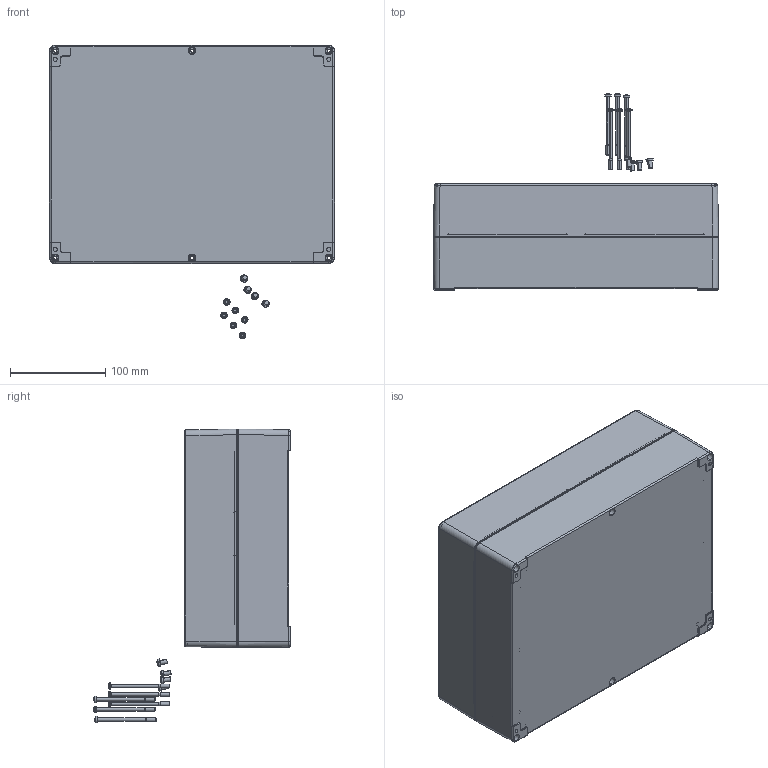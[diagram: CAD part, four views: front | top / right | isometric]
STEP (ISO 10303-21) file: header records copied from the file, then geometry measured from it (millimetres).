
FILE_DESCRIPTION (( 'STEP AP214' ), '1' );
FILE_NAME ('09233011.STEP', '2008-10-02T12:46:25', ( ' ' ), ( '' ), 'SwSTEP 2.0', 'SolidWorks 2008', '' );
FILE_SCHEMA (( 'AUTOMOTIVE_DESIGN' ));
Length unit declared in the file: millimetre
Products named in the file (9): 5200.015.0_Standard; 51015_Standard; 37891_Standard; 93214_WN1442 D4,5x7,8; 09233011; 82002_im Deckel eingebaut; 38892_Standard; 31090-Einpressbuchse_Standard
Assembly tree (21 placements, depth 3):
  09233011
    82002_im Deckel eingebaut
    38892_Standard
    37891_Standard
      31090-Einpressbuchse_Standard  x6
      37891_Standard
    51015_Standard
      5200.015.0_Standard  x6
      93214_WN1442 D4,5x7,8  x4
Bounding box: 300 x 206.93 x 309.25 mm (x, y, z)
Volume: 920344.2 mm3; surface area: 539330 mm2
Topology: 19 solids, 19 shells, 2203 faces, 5391 edges, 3262 vertices
Faces by surface type: plane 827, bspline 426, cylinder 375, cone 318, torus 241, sphere 16
Entity records: 62724 total; most frequent: CARTESIAN_POINT 29300, ORIENTED_EDGE 7394, DIRECTION 6418, EDGE_CURVE 3697, AXIS2_PLACEMENT_3D 2506, VERTEX_POINT 2200, EDGE_LOOP 1659, ADVANCED_FACE 1567
